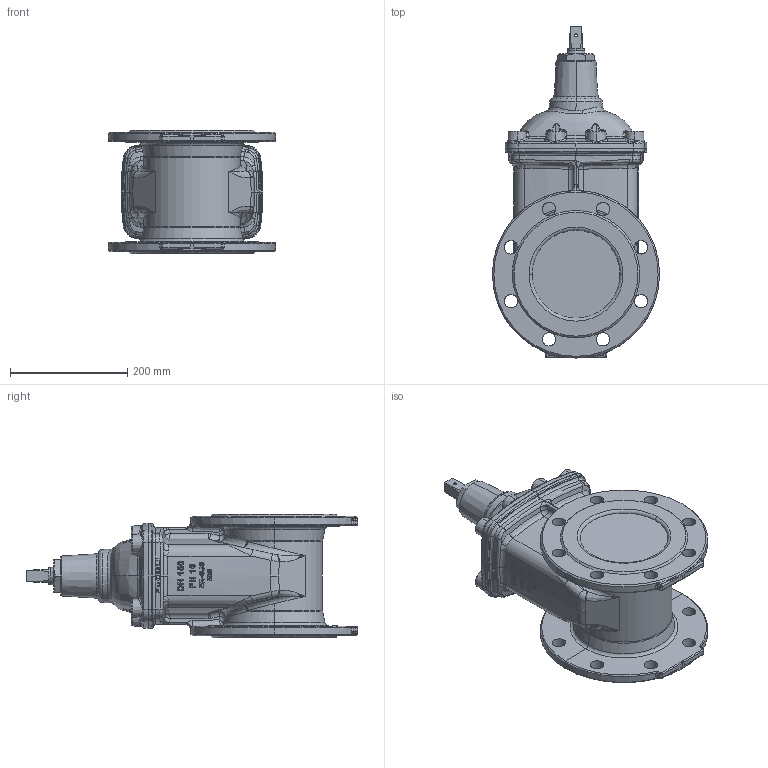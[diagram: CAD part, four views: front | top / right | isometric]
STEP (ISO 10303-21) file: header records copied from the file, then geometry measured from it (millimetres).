
FILE_DESCRIPTION (( 'STEP AP214' ), '1' );
FILE_NAME ('VCE FL S14 DN150 MOD3000.STEP', '2014-09-29T14:10:46', ( '' ), ( '' ), 'SwSTEP 2.0', 'SolidWorks 2014', '' );
FILE_SCHEMA (( 'AUTOMOTIVE_DESIGN' ));
Length unit declared in the file: millimetre
Products named in the file (1): VCE FL S14 DN150 MOD3000
Bounding box: 285 x 565.75 x 210 mm (x, y, z)
Volume: 11938541.4 mm3; surface area: 541613 mm2
Topology: 1 solids, 108 shells, 2673 faces, 6554 edges, 4108 vertices
Faces by surface type: bspline 1141, cylinder 534, cone 484, plane 370, torus 132, sphere 12
Entity records: 197964 total; most frequent: CARTESIAN_POINT 116234, ORIENTED_EDGE 12984, DIRECTION 8241, EDGE_CURVE 6492, VERTEX_POINT 4108, AXIS2_PLACEMENT_3D 3226, B_SPLINE_CURVE_WITH_KNOTS 2878, EDGE_LOOP 2800
